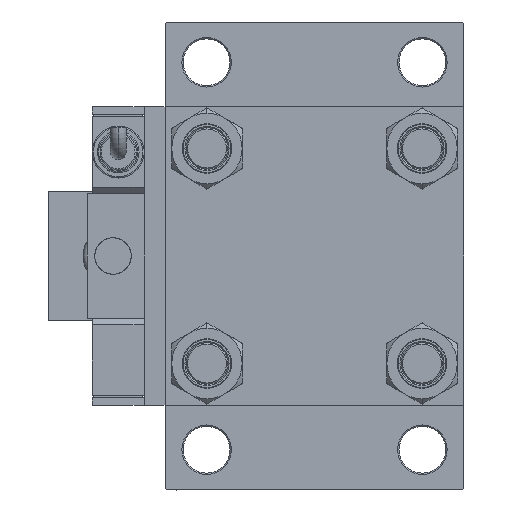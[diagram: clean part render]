
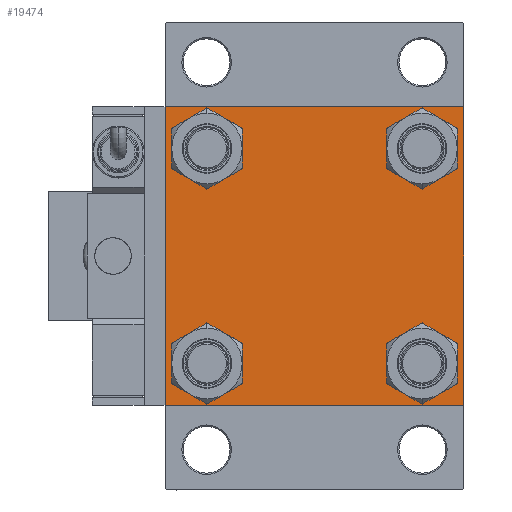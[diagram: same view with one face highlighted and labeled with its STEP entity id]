
A CAD part, left-side view. The second image highlights one B-rep face of the part: STEP entity #19474.
In plain terms, the highlighted planar face has unit normal (-1, 0, 0).
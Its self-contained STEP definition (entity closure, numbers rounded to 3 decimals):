
#233 = CARTESIAN_POINT ( 'NONE',  ( 0., -57., 57.5 ) ) ;
#779 = EDGE_CURVE ( 'NONE', #37318, #16596, #39317, .T. ) ;
#1603 = CARTESIAN_POINT ( 'NONE',  ( 0., 41.35, -49.85 ) ) ;
#1742 = EDGE_CURVE ( 'NONE', #41100, #31963, #47217, .T. ) ;
#1925 = DIRECTION ( 'NONE',  ( 0., 0., 1. ) ) ;
#2199 = ORIENTED_EDGE ( 'NONE', *, *, #32164, .T. ) ;
#2607 = AXIS2_PLACEMENT_3D ( 'NONE', #30789, #22326, #1925 ) ;
#3217 = ORIENTED_EDGE ( 'NONE', *, *, #52147, .T. ) ;
#3792 = VECTOR ( 'NONE', #9969, 1000. ) ;
#4087 = ORIENTED_EDGE ( 'NONE', *, *, #24194, .T. ) ;
#5967 = ORIENTED_EDGE ( 'NONE', *, *, #35026, .T. ) ;
#6041 = EDGE_LOOP ( 'NONE', ( #32116, #26538 ) ) ;
#6201 = EDGE_CURVE ( 'NONE', #28498, #10876, #35053, .T. ) ;
#6336 = ORIENTED_EDGE ( 'NONE', *, *, #1742, .T. ) ;
#6438 = FACE_BOUND ( 'NONE', #41721, .T. ) ;
#7177 = CIRCLE ( 'NONE', #37597, 8.5 ) ;
#7412 = ORIENTED_EDGE ( 'NONE', *, *, #779, .T. ) ;
#7788 = DIRECTION ( 'NONE',  ( 0., -0.707, 0.707 ) ) ;
#7802 = CIRCLE ( 'NONE', #2607, 8.5 ) ;
#8972 = CARTESIAN_POINT ( 'NONE',  ( 0., 41.35, -41.35 ) ) ;
#9797 = VERTEX_POINT ( 'NONE', #51878 ) ;
#9969 = DIRECTION ( 'NONE',  ( 0., 0.707, -0.707 ) ) ;
#10143 = EDGE_LOOP ( 'NONE', ( #6336, #18957, #3217, #14668, #19753, #37075, #20792, #19963 ) ) ;
#10266 = DIRECTION ( 'NONE',  ( 0., 0., 1. ) ) ;
#10666 = CARTESIAN_POINT ( 'NONE',  ( 0., 57., -57.5 ) ) ;
#10876 = VERTEX_POINT ( 'NONE', #35305 ) ;
#11063 = DIRECTION ( 'NONE',  ( -1., 0., 0. ) ) ;
#11322 = CARTESIAN_POINT ( 'NONE',  ( 0., 0., 0. ) ) ;
#12448 = CIRCLE ( 'NONE', #24600, 8.5 ) ;
#12994 = AXIS2_PLACEMENT_3D ( 'NONE', #8972, #53647, #40849 ) ;
#13827 = CIRCLE ( 'NONE', #36443, 8.5 ) ;
#14062 = DIRECTION ( 'NONE',  ( 0., 0., 1. ) ) ;
#14271 = CARTESIAN_POINT ( 'NONE',  ( 0., 41.35, 49.85 ) ) ;
#14616 = LINE ( 'NONE', #21695, #41772 ) ;
#14668 = ORIENTED_EDGE ( 'NONE', *, *, #6201, .T. ) ;
#15394 = FACE_BOUND ( 'NONE', #6041, .T. ) ;
#15454 = VERTEX_POINT ( 'NONE', #31530 ) ;
#15891 = CARTESIAN_POINT ( 'NONE',  ( 0., -41.35, 49.85 ) ) ;
#16584 = VECTOR ( 'NONE', #49131, 1000. ) ;
#16596 = VERTEX_POINT ( 'NONE', #40214 ) ;
#16686 = LINE ( 'NONE', #17227, #33568 ) ;
#16906 = DIRECTION ( 'NONE',  ( 0., 0., 1. ) ) ;
#16983 = VERTEX_POINT ( 'NONE', #15891 ) ;
#17010 = EDGE_CURVE ( 'NONE', #35296, #53581, #16686, .T. ) ;
#17162 = ORIENTED_EDGE ( 'NONE', *, *, #20791, .T. ) ;
#17227 = CARTESIAN_POINT ( 'NONE',  ( 0., 57.5, 57.5 ) ) ;
#17433 = CARTESIAN_POINT ( 'NONE',  ( 0., -41.35, -41.35 ) ) ;
#18094 = CARTESIAN_POINT ( 'NONE',  ( 0., -41.35, 41.35 ) ) ;
#18112 = CARTESIAN_POINT ( 'NONE',  ( 0., 57.25, 57.25 ) ) ;
#18957 = ORIENTED_EDGE ( 'NONE', *, *, #52463, .T. ) ;
#19474 = ADVANCED_FACE ( 'NONE', ( #35836, #6438, #31754, #15394, #52195 ), #39651, .T. ) ;
#19529 = VERTEX_POINT ( 'NONE', #39915 ) ;
#19753 = ORIENTED_EDGE ( 'NONE', *, *, #52802, .F. ) ;
#19963 = ORIENTED_EDGE ( 'NONE', *, *, #32819, .T. ) ;
#20495 = DIRECTION ( 'NONE',  ( 1., 0., 0. ) ) ;
#20761 = DIRECTION ( 'NONE',  ( 0., -1., 0. ) ) ;
#20792 = ORIENTED_EDGE ( 'NONE', *, *, #17010, .F. ) ;
#20791 = EDGE_CURVE ( 'NONE', #49039, #15454, #13827, .T. ) ;
#21090 = CIRCLE ( 'NONE', #39529, 8.5 ) ;
#21302 = CARTESIAN_POINT ( 'NONE',  ( 0., -57.5, 57.5 ) ) ;
#21695 = CARTESIAN_POINT ( 'NONE',  ( 0., 57.5, -57.5 ) ) ;
#21722 = CARTESIAN_POINT ( 'NONE',  ( 0., 57.5, 57. ) ) ;
#21750 = EDGE_CURVE ( 'NONE', #16596, #37318, #42591, .T. ) ;
#22004 = EDGE_CURVE ( 'NONE', #9797, #25213, #7802, .T. ) ;
#22326 = DIRECTION ( 'NONE',  ( 1., 0., 0. ) ) ;
#22388 = DIRECTION ( 'NONE',  ( 0., 0., -1. ) ) ;
#24194 = EDGE_CURVE ( 'NONE', #19529, #16983, #46013, .T. ) ;
#24600 = AXIS2_PLACEMENT_3D ( 'NONE', #17433, #34042, #16906 ) ;
#24861 = LINE ( 'NONE', #41484, #51443 ) ;
#25125 = DIRECTION ( 'NONE',  ( 0., 0.707, 0.707 ) ) ;
#25213 = VERTEX_POINT ( 'NONE', #14271 ) ;
#25910 = DIRECTION ( 'NONE',  ( 0., 0., 1. ) ) ;
#26538 = ORIENTED_EDGE ( 'NONE', *, *, #22004, .T. ) ;
#27284 = CARTESIAN_POINT ( 'NONE',  ( 0., 57., 57.5 ) ) ;
#28032 = VECTOR ( 'NONE', #22388, 1000. ) ;
#28498 = VERTEX_POINT ( 'NONE', #30223 ) ;
#29539 = CARTESIAN_POINT ( 'NONE',  ( 0., 57.25, -57.25 ) ) ;
#29866 = DIRECTION ( 'NONE',  ( 1., 0., 0. ) ) ;
#30223 = CARTESIAN_POINT ( 'NONE',  ( 0., -57., -57.5 ) ) ;
#30470 = DIRECTION ( 'NONE',  ( 1., 0., 0. ) ) ;
#30552 = CARTESIAN_POINT ( 'NONE',  ( 0., -41.35, -41.35 ) ) ;
#30789 = CARTESIAN_POINT ( 'NONE',  ( 0., 41.35, 41.35 ) ) ;
#31530 = CARTESIAN_POINT ( 'NONE',  ( 0., -41.35, -32.85 ) ) ;
#31747 = EDGE_CURVE ( 'NONE', #25213, #9797, #7177, .T. ) ;
#31754 = FACE_BOUND ( 'NONE', #34064, .T. ) ;
#31963 = VERTEX_POINT ( 'NONE', #44447 ) ;
#32116 = ORIENTED_EDGE ( 'NONE', *, *, #31747, .T. ) ;
#32164 = EDGE_CURVE ( 'NONE', #15454, #49039, #12448, .T. ) ;
#32819 = EDGE_CURVE ( 'NONE', #35296, #41100, #42629, .T. ) ;
#33568 = VECTOR ( 'NONE', #20761, 1000. ) ;
#34042 = DIRECTION ( 'NONE',  ( 1., 0., 0. ) ) ;
#34064 = EDGE_LOOP ( 'NONE', ( #36898, #7412 ) ) ;
#34974 = DIRECTION ( 'NONE',  ( 1., 0., 0. ) ) ;
#35026 = EDGE_CURVE ( 'NONE', #16983, #19529, #21090, .T. ) ;
#35053 = LINE ( 'NONE', #51682, #52519 ) ;
#35209 = CARTESIAN_POINT ( 'NONE',  ( 0., 57.5, 57.5 ) ) ;
#35296 = VERTEX_POINT ( 'NONE', #27284 ) ;
#35305 = CARTESIAN_POINT ( 'NONE',  ( 0., -57.5, -57. ) ) ;
#35836 = FACE_BOUND ( 'NONE', #42590, .T. ) ;
#36292 = CARTESIAN_POINT ( 'NONE',  ( 0., -41.35, -49.85 ) ) ;
#36443 = AXIS2_PLACEMENT_3D ( 'NONE', #30552, #47192, #25910 ) ;
#36898 = ORIENTED_EDGE ( 'NONE', *, *, #21750, .T. ) ;
#37075 = ORIENTED_EDGE ( 'NONE', *, *, #53782, .T. ) ;
#37318 = VERTEX_POINT ( 'NONE', #1603 ) ;
#37597 = AXIS2_PLACEMENT_3D ( 'NONE', #42556, #20495, #42279 ) ;
#39317 = CIRCLE ( 'NONE', #42811, 8.5 ) ;
#39407 = DIRECTION ( 'NONE',  ( 0., -1., 0. ) ) ;
#39529 = AXIS2_PLACEMENT_3D ( 'NONE', #18094, #34974, #43157 ) ;
#39651 = PLANE ( 'NONE',  #42504 ) ;
#39915 = CARTESIAN_POINT ( 'NONE',  ( 0., -41.35, 32.85 ) ) ;
#40214 = CARTESIAN_POINT ( 'NONE',  ( 0., 41.35, -32.85 ) ) ;
#40849 = DIRECTION ( 'NONE',  ( 0., 0., 1. ) ) ;
#40997 = LINE ( 'NONE', #29539, #49644 ) ;
#41100 = VERTEX_POINT ( 'NONE', #21722 ) ;
#41205 = LINE ( 'NONE', #21302, #16584 ) ;
#41484 = CARTESIAN_POINT ( 'NONE',  ( 0., -57.25, 57.25 ) ) ;
#41527 = DIRECTION ( 'NONE',  ( 0., -0.707, -0.707 ) ) ;
#41692 = VERTEX_POINT ( 'NONE', #52713 ) ;
#41721 = EDGE_LOOP ( 'NONE', ( #2199, #17162 ) ) ;
#41772 = VECTOR ( 'NONE', #39407, 1000. ) ;
#42178 = CARTESIAN_POINT ( 'NONE',  ( 0., -41.35, 41.35 ) ) ;
#42279 = DIRECTION ( 'NONE',  ( 0., 0., 1. ) ) ;
#42504 = AXIS2_PLACEMENT_3D ( 'NONE', #11322, #11063, #10266 ) ;
#42556 = CARTESIAN_POINT ( 'NONE',  ( 0., 41.35, 41.35 ) ) ;
#42590 = EDGE_LOOP ( 'NONE', ( #5967, #4087 ) ) ;
#42591 = CIRCLE ( 'NONE', #12994, 8.5 ) ;
#42629 = LINE ( 'NONE', #18112, #3792 ) ;
#42811 = AXIS2_PLACEMENT_3D ( 'NONE', #43208, #29866, #14062 ) ;
#43157 = DIRECTION ( 'NONE',  ( 0., 0., 1. ) ) ;
#43208 = CARTESIAN_POINT ( 'NONE',  ( 0., 41.35, -41.35 ) ) ;
#44447 = CARTESIAN_POINT ( 'NONE',  ( 0., 57.5, -57. ) ) ;
#46013 = CIRCLE ( 'NONE', #50362, 8.5 ) ;
#47192 = DIRECTION ( 'NONE',  ( 1., 0., 0. ) ) ;
#47217 = LINE ( 'NONE', #35209, #28032 ) ;
#49039 = VERTEX_POINT ( 'NONE', #36292 ) ;
#49131 = DIRECTION ( 'NONE',  ( 0., 0., -1. ) ) ;
#49644 = VECTOR ( 'NONE', #41527, 1000. ) ;
#49995 = VERTEX_POINT ( 'NONE', #10666 ) ;
#50362 = AXIS2_PLACEMENT_3D ( 'NONE', #42178, #30470, #50903 ) ;
#50903 = DIRECTION ( 'NONE',  ( 0., 0., 1. ) ) ;
#51443 = VECTOR ( 'NONE', #25125, 1000. ) ;
#51682 = CARTESIAN_POINT ( 'NONE',  ( 0., -57.25, -57.25 ) ) ;
#51878 = CARTESIAN_POINT ( 'NONE',  ( 0., 41.35, 32.85 ) ) ;
#52147 = EDGE_CURVE ( 'NONE', #49995, #28498, #14616, .T. ) ;
#52195 = FACE_OUTER_BOUND ( 'NONE', #10143, .T. ) ;
#52463 = EDGE_CURVE ( 'NONE', #31963, #49995, #40997, .T. ) ;
#52519 = VECTOR ( 'NONE', #7788, 1000. ) ;
#52713 = CARTESIAN_POINT ( 'NONE',  ( 0., -57.5, 57. ) ) ;
#52802 = EDGE_CURVE ( 'NONE', #41692, #10876, #41205, .T. ) ;
#53581 = VERTEX_POINT ( 'NONE', #233 ) ;
#53647 = DIRECTION ( 'NONE',  ( 1., 0., 0. ) ) ;
#53782 = EDGE_CURVE ( 'NONE', #41692, #53581, #24861, .T. ) ;
